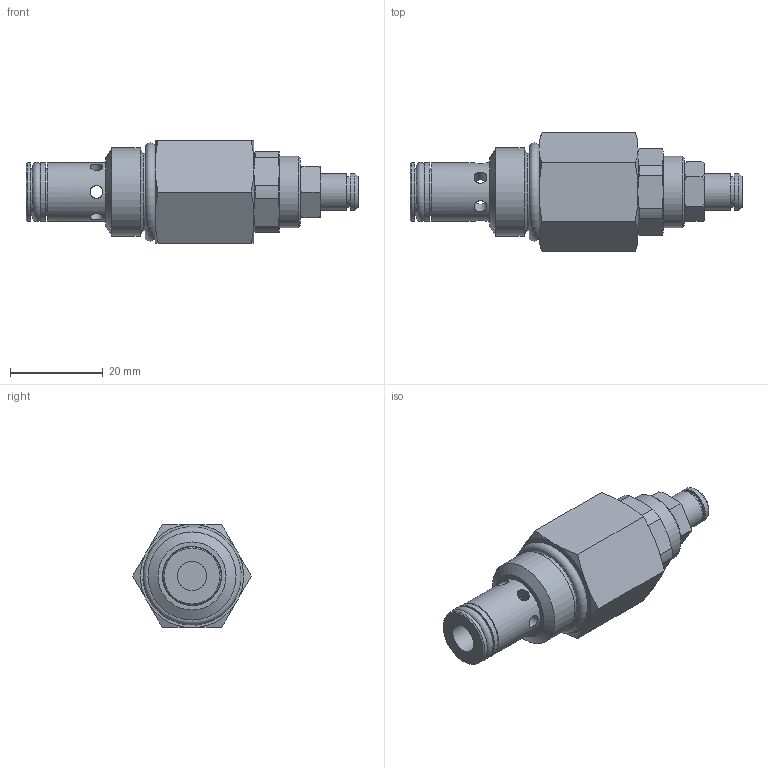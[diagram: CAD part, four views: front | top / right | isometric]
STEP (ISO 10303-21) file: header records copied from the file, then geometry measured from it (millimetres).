
FILE_DESCRIPTION(/* description */ (''),/* implementation_level */ '2;1');
FILE_NAME(/* name */ '4608.stp',/* time_stamp */ '2016-10-24T13:28:06-05:00',/* author */ ('jml'),/* organization */ (''),/* preprocessor_version */ 'ST-DEVELOPER v16.1',/* originating_system */ 'Autodesk Inventor 2016',/* authorisation */ '');
FILE_SCHEMA (('AUTOMOTIVE_DESIGN { 1 0 10303 214 3 1 1 }'));
Length unit declared in the file: inch
Products named in the file (10): 221767; 221347; 221348; 990172; 906 O-RING; 908 O-RING; 009 O-RING; 012 O-RING; 012 BACKUP; 4608
Assembly tree (9 placements, depth 2):
  4608
    221767
    221347
    221348
    990172
    906 O-RING
    908 O-RING
    009 O-RING
    012 O-RING
    012 BACKUP
Bounding box: 71.76 x 25.66 x 22.23 mm (x, y, z)
Volume: 15139.1 mm3; surface area: 10143.9 mm2
Topology: 9 solids, 9 shells, 153 faces, 403 edges, 282 vertices
Faces by surface type: cone 59, plane 53, cylinder 36, torus 5
Full cylindrical faces by diameter (mm): 2.769 x6, 3.962 x1, 6.35 x2, 6.553 x1, 6.604 x1, 6.782 x1, 7.874 x1, 7.925 x2, 9.068 x2, 9.169 x1, 9.754 x1, 9.957 x1, 10.541 x1, 12.294 x1, 12.624 x2, 12.751 x2, 14.275 x1, 15.545 x1, 16.815 x1, 19.05 x1
Entity records: 4981 total; most frequent: CARTESIAN_POINT 1384, DIRECTION 700, ORIENTED_EDGE 664, EDGE_CURVE 332, AXIS2_PLACEMENT_3D 300, VERTEX_POINT 250, EDGE_LOOP 234, FACE_OUTER_BOUND 153
